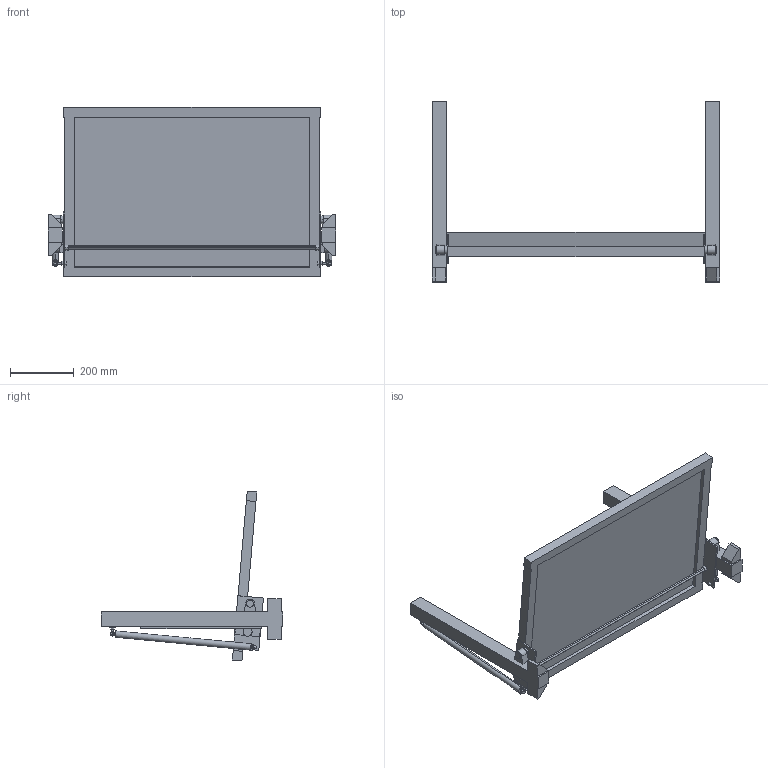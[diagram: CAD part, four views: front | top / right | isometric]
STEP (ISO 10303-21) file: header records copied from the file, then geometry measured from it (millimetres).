
FILE_DESCRIPTION(('STEP AP214'),'1');
FILE_NAME('cctmp_A1FEEEE9-2DB2-461E-8DE9-C98D021AADB5_2024_07_17_16_30_19_0586_16312..stp','2024-07-17T14:30:19',('Bosch Rexroth AG'),('CADClick - www.CADClick.com'),'Spatial InterOp 3D',' ','unknown authorization - (Healing Option Enabled)');
FILE_SCHEMA(('AUTOMOTIVE_DESIGN'));
Length unit declared in the file: millimetre
Products named in the file (1): 2024_07_17_16_30_19_0555
Bounding box: 900 x 568 x 530.6 mm (x, y, z)
Volume: 12085021.8 mm3; surface area: 1341735.6 mm2
Topology: 1 solids, 1 shells, 273 faces, 703 edges, 455 vertices
Faces by surface type: plane 195, cylinder 54, sphere 24
Entity records: 10467 total; most frequent: DIRECTION 1452, CARTESIAN_POINT 1424, ORIENTED_EDGE 1390, EDGE_CURVE 695, LINE 486, VECTOR 486, AXIS2_PLACEMENT_3D 483, VERTEX_POINT 455
